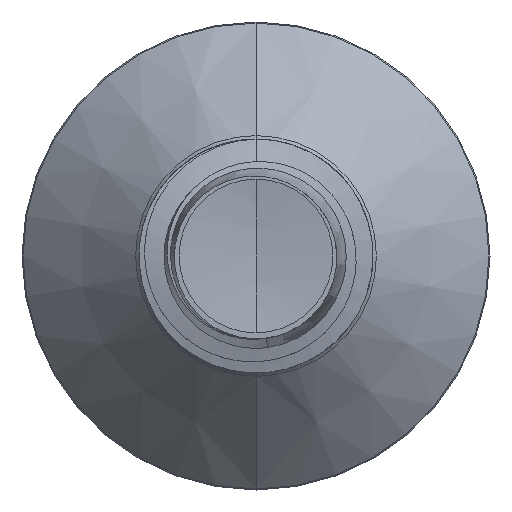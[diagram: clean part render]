
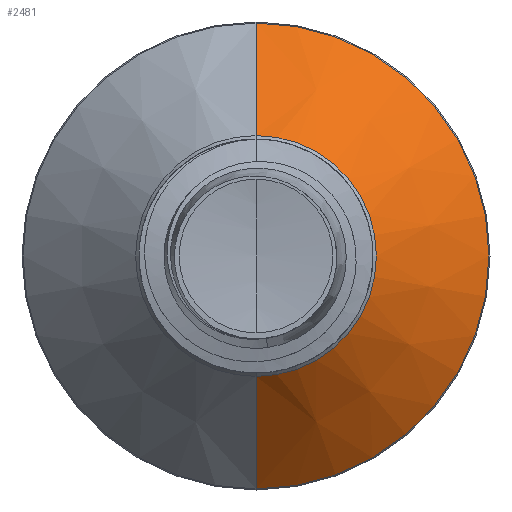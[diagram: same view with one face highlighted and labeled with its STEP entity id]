
A CAD part, front view. The second image highlights one B-rep face of the part: STEP entity #2481.
In plain terms, the highlighted conical face has half-angle 45 degrees and reference radius 3.088 mm.
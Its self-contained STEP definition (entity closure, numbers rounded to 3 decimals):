
#228 = AXIS2_PLACEMENT_3D ( 'NONE', #17656, #17631, #17630 ) ;
#232 = EDGE_LOOP ( 'NONE', ( #8418, #14701, #4869, #14646 ) ) ;
#1864 = AXIS2_PLACEMENT_3D ( 'NONE', #21321, #20787, #20880 ) ;
#2481 = ADVANCED_FACE ( 'NONE', ( #6574 ), #5570, .T. ) ;
#2675 = VERTEX_POINT ( 'NONE', #20704 ) ;
#2769 = EDGE_CURVE ( 'NONE', #18896, #22526, #6074, .T. ) ;
#3905 = DIRECTION ( 'NONE',  ( 0., 0.707, 0.707 ) ) ;
#4025 = CARTESIAN_POINT ( 'NONE',  ( 0., 11.239, 3.089 ) ) ;
#4869 = ORIENTED_EDGE ( 'NONE', *, *, #6534, .F. ) ;
#5546 = LINE ( 'NONE', #4025, #14834 ) ;
#5570 = CONICAL_SURFACE ( 'NONE', #1864, 3.089, 0.785 ) ;
#6074 = CIRCLE ( 'NONE', #228, 3.089 ) ;
#6171 = AXIS2_PLACEMENT_3D ( 'NONE', #22270, #22234, #22228 ) ;
#6534 = EDGE_CURVE ( 'NONE', #10521, #2675, #20075, .T. ) ;
#6574 = FACE_OUTER_BOUND ( 'NONE', #232, .T. ) ;
#7254 = EDGE_CURVE ( 'NONE', #18896, #10521, #5546, .T. ) ;
#7999 = CARTESIAN_POINT ( 'NONE',  ( 0., 14.124, 5.974 ) ) ;
#8038 = DIRECTION ( 'NONE',  ( 0., 0.707, -0.707 ) ) ;
#8418 = ORIENTED_EDGE ( 'NONE', *, *, #2769, .T. ) ;
#9905 = VECTOR ( 'NONE', #8038, 1000. ) ;
#10452 = LINE ( 'NONE', #17818, #9905 ) ;
#10521 = VERTEX_POINT ( 'NONE', #7999 ) ;
#14646 = ORIENTED_EDGE ( 'NONE', *, *, #7254, .F. ) ;
#14701 = ORIENTED_EDGE ( 'NONE', *, *, #21695, .T. ) ;
#14834 = VECTOR ( 'NONE', #3905, 1000. ) ;
#17630 = DIRECTION ( 'NONE',  ( 0., 0., 1. ) ) ;
#17631 = DIRECTION ( 'NONE',  ( 0., 1., 0. ) ) ;
#17656 = CARTESIAN_POINT ( 'NONE',  ( 0., 11.239, 0. ) ) ;
#17818 = CARTESIAN_POINT ( 'NONE',  ( 0., 11.239, -3.089 ) ) ;
#18040 = CARTESIAN_POINT ( 'NONE',  ( 0., 11.239, -3.089 ) ) ;
#18896 = VERTEX_POINT ( 'NONE', #20523 ) ;
#20075 = CIRCLE ( 'NONE', #6171, 5.974 ) ;
#20523 = CARTESIAN_POINT ( 'NONE',  ( 0., 11.239, 3.089 ) ) ;
#20704 = CARTESIAN_POINT ( 'NONE',  ( 0., 14.124, -5.974 ) ) ;
#20787 = DIRECTION ( 'NONE',  ( 0., 1., 0. ) ) ;
#20880 = DIRECTION ( 'NONE',  ( 0., 0., 1. ) ) ;
#21321 = CARTESIAN_POINT ( 'NONE',  ( 0., 11.239, 0. ) ) ;
#21695 = EDGE_CURVE ( 'NONE', #22526, #2675, #10452, .T. ) ;
#22228 = DIRECTION ( 'NONE',  ( 0., 0., 1. ) ) ;
#22234 = DIRECTION ( 'NONE',  ( 0., 1., 0. ) ) ;
#22270 = CARTESIAN_POINT ( 'NONE',  ( 0., 14.124, 0. ) ) ;
#22526 = VERTEX_POINT ( 'NONE', #18040 ) ;
